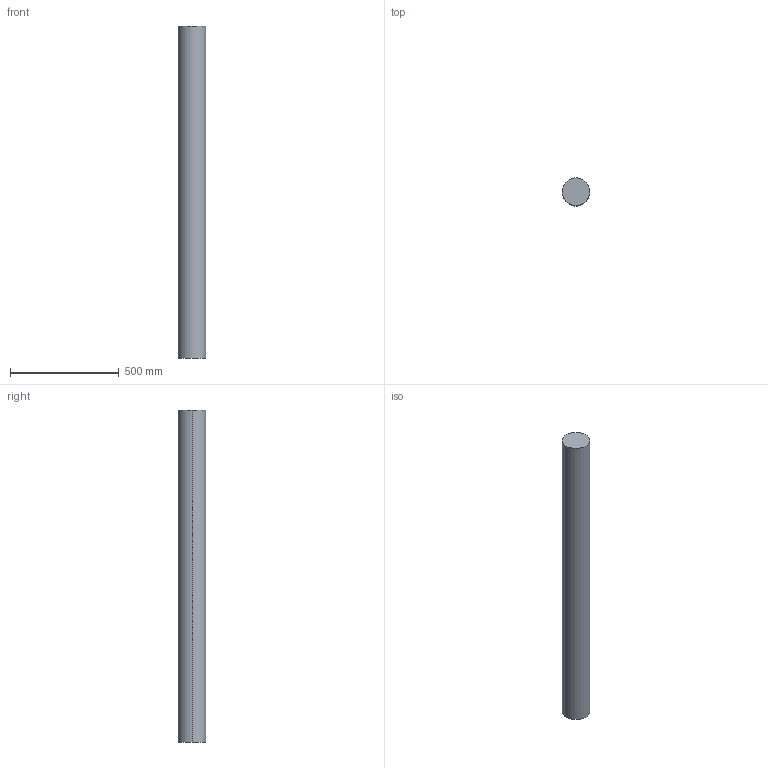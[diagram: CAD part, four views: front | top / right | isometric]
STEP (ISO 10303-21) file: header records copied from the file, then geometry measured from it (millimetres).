
FILE_DESCRIPTION(/* description */ ('Sample Input for Assembly Demo'),/* implementation_level */ '2;1');
FILE_NAME(/* name */ 'dest',/* time_stamp */ '2010-02-17T12:34:36-05:00',/* author */ (''),/* organization */ (''),/* preprocessor_version */ 'ST-DEVELOPER v12',/* originating_system */ '',/* authorisation */ '');
FILE_SCHEMA (('AP203_CONFIGURATION_CONTROLLED_3D_DESIGN_OF_MECHANICAL_PARTS_AND_ASSEMBLIES_MIM_LF'));
Length unit declared in the file: inch
Products named in the file (2): AXLE; AERIAL_ASSY_ASM
Assembly tree (1 placements, depth 2):
  AXLE
    AERIAL_ASSY_ASM
Bounding box: 127 x 127 x 1524 mm (x, y, z)
Volume: 19305555 mm3; surface area: 633384.3 mm2
Topology: 1 solids, 1 shells, 4 faces, 6 edges, 4 vertices
Faces by surface type: plane 2, cylinder 2
Entity records: 150 total; most frequent: DIRECTION 32, CARTESIAN_POINT 23, AXIS2_PLACEMENT_3D 17, ORIENTED_EDGE 12, EDGE_CURVE 6, VERTEX_POINT 4, EDGE_LOOP 4, FACE_OUTER_BOUND 4
